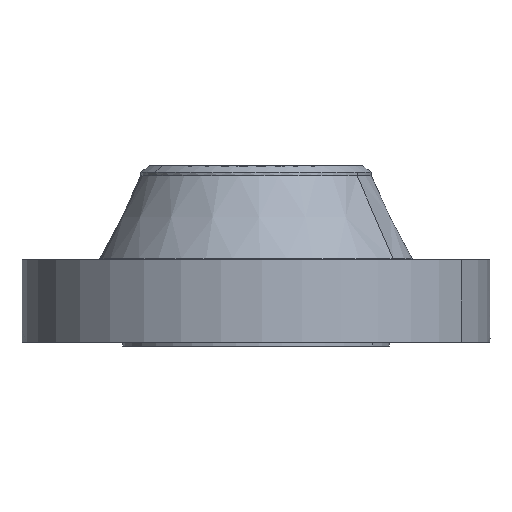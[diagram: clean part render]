
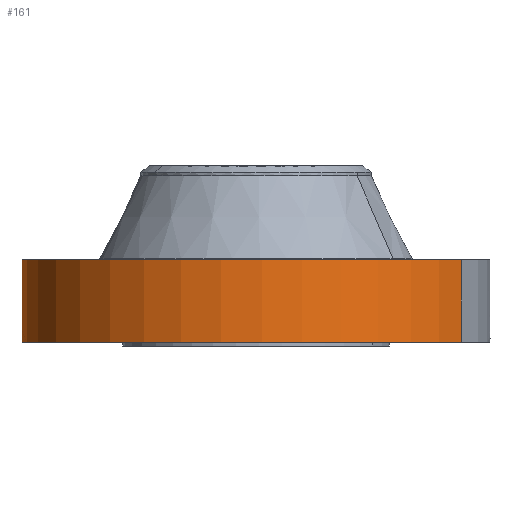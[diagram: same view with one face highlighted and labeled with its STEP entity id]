
A CAD part, left-side view. The second image highlights one B-rep face of the part: STEP entity #161.
In plain terms, the highlighted cylindrical face has radius 412.75 mm (diameter 825.5 mm), a partial arc.
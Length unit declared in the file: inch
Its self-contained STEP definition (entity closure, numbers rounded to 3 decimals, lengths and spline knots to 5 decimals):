
#38=AXIS2_PLACEMENT_3D('Cylinder Axis2P3D',#35,#36,#37) ;
#42=AXIS2_PLACEMENT_3D('Circle Axis2P3D',#40,#41,$) ;
#58=AXIS2_PLACEMENT_3D('Circle Axis2P3D',#56,#57,$) ;
#35=CARTESIAN_POINT('Axis2P3D Location',(0.,0.,6.25)) ;
#40=CARTESIAN_POINT('Axis2P3D Location',(0.,0.,0.25)) ;
#44=CARTESIAN_POINT('Vertex',(-7.79067,-14.26072,0.25)) ;
#46=CARTESIAN_POINT('Vertex',(7.79067,14.26072,0.25)) ;
#49=CARTESIAN_POINT('Line Origine',(-7.79067,-14.26072,3.125)) ;
#53=CARTESIAN_POINT('Vertex',(-7.79067,-14.26072,6.)) ;
#56=CARTESIAN_POINT('Axis2P3D Location',(0.,0.,6.)) ;
#60=CARTESIAN_POINT('Vertex',(7.79067,14.26072,6.)) ;
#63=CARTESIAN_POINT('Line Origine',(7.79067,14.26072,3.125)) ;
#75=CARTESIAN_POINT('Control Point',(-0.00072,16.25,1.29412)) ;
#76=CARTESIAN_POINT('Control Point',(-0.0189,16.25,1.29408)) ;
#77=CARTESIAN_POINT('Control Point',(-0.03708,16.24997,1.29264)) ;
#78=CARTESIAN_POINT('Control Point',(-0.05504,16.24991,1.28981)) ;
#79=CARTESIAN_POINT('Vertex',(-0.00072,16.25,1.29412)) ;
#81=CARTESIAN_POINT('Vertex',(-0.05503,16.24991,1.28981)) ;
#85=CARTESIAN_POINT('Control Point',(-0.05503,16.24991,1.28981)) ;
#86=CARTESIAN_POINT('Control Point',(-0.09557,16.24977,1.28543)) ;
#87=CARTESIAN_POINT('Control Point',(-0.13547,16.24948,1.27368)) ;
#88=CARTESIAN_POINT('Control Point',(-0.17224,16.24909,1.25532)) ;
#89=CARTESIAN_POINT('Vertex',(-0.17224,16.24909,1.25532)) ;
#93=CARTESIAN_POINT('Control Point',(-0.03108,16.24997,0.53119)) ;
#94=CARTESIAN_POINT('Control Point',(-0.09631,16.24985,0.53945)) ;
#95=CARTESIAN_POINT('Control Point',(-0.15948,16.2494,0.5613)) ;
#96=CARTESIAN_POINT('Control Point',(-0.21667,16.24867,0.59609)) ;
#97=CARTESIAN_POINT('Control Point',(-0.29225,16.24744,0.66706)) ;
#98=CARTESIAN_POINT('Control Point',(-0.34085,16.24644,0.75589)) ;
#99=CARTESIAN_POINT('Control Point',(-0.35467,16.24613,0.79011)) ;
#100=CARTESIAN_POINT('Control Point',(-0.37524,16.24567,0.86508)) ;
#101=CARTESIAN_POINT('Control Point',(-0.37705,16.24562,0.94237)) ;
#102=CARTESIAN_POINT('Control Point',(-0.37269,16.24573,0.98294)) ;
#103=CARTESIAN_POINT('Control Point',(-0.35016,16.24625,1.07567)) ;
#104=CARTESIAN_POINT('Control Point',(-0.30048,16.24726,1.15721)) ;
#105=CARTESIAN_POINT('Control Point',(-0.26368,16.24794,1.19828)) ;
#106=CARTESIAN_POINT('Control Point',(-0.22015,16.24858,1.23141)) ;
#107=CARTESIAN_POINT('Control Point',(-0.17224,16.24909,1.25532)) ;
#108=CARTESIAN_POINT('Vertex',(-0.03108,16.24997,0.53119)) ;
#112=CARTESIAN_POINT('Control Point',(-0.03108,16.24997,0.53119)) ;
#113=CARTESIAN_POINT('Control Point',(-0.02072,16.24999,0.53088)) ;
#114=CARTESIAN_POINT('Control Point',(-0.01034,16.25,0.53094)) ;
#115=CARTESIAN_POINT('Control Point',(0.,16.25,0.53137)) ;
#116=CARTESIAN_POINT('Vertex',(0.,16.25,0.53137)) ;
#120=CARTESIAN_POINT('Control Point',(0.19257,16.24886,0.58751)) ;
#121=CARTESIAN_POINT('Control Point',(0.14898,16.24938,0.5621)) ;
#122=CARTESIAN_POINT('Control Point',(0.10111,16.24979,0.5438)) ;
#123=CARTESIAN_POINT('Control Point',(0.0508,16.25,0.53353)) ;
#124=CARTESIAN_POINT('Control Point',(0.,16.25,0.53137)) ;
#125=CARTESIAN_POINT('Vertex',(0.19257,16.24886,0.58751)) ;
#129=CARTESIAN_POINT('Control Point',(0.19257,16.24886,0.58751)) ;
#130=CARTESIAN_POINT('Control Point',(0.24936,16.24819,0.62062)) ;
#131=CARTESIAN_POINT('Control Point',(0.29935,16.24735,0.66506)) ;
#132=CARTESIAN_POINT('Control Point',(0.33939,16.24649,0.71923)) ;
#133=CARTESIAN_POINT('Control Point',(0.38347,16.24548,0.81748)) ;
#134=CARTESIAN_POINT('Control Point',(0.39192,16.24527,0.92276)) ;
#135=CARTESIAN_POINT('Control Point',(0.38976,16.24533,0.96295)) ;
#136=CARTESIAN_POINT('Control Point',(0.3702,16.2458,1.06595)) ;
#137=CARTESIAN_POINT('Control Point',(0.3167,16.24697,1.15671)) ;
#138=CARTESIAN_POINT('Control Point',(0.27217,16.24784,1.20434)) ;
#139=CARTESIAN_POINT('Control Point',(0.19127,16.24904,1.26047)) ;
#140=CARTESIAN_POINT('Control Point',(0.09918,16.24975,1.28781)) ;
#141=CARTESIAN_POINT('Control Point',(0.0662,16.24992,1.29367)) ;
#142=CARTESIAN_POINT('Control Point',(0.03295,16.25,1.29577)) ;
#143=CARTESIAN_POINT('Control Point',(-0.00003,16.25,1.29415)) ;
#144=CARTESIAN_POINT('Vertex',(-0.00003,16.25,1.29415)) ;
#148=CARTESIAN_POINT('Control Point',(-0.00072,16.25,1.29412)) ;
#149=CARTESIAN_POINT('Control Point',(-0.00037,16.25,1.29414)) ;
#150=CARTESIAN_POINT('Control Point',(-0.00003,16.25,1.29415)) ;
#36=DIRECTION('Axis2P3D Direction',(0.,0.,-0.039)) ;
#37=DIRECTION('Axis2P3D XDirection',(0.019,0.035,0.)) ;
#41=DIRECTION('Axis2P3D Direction',(0.,0.,-0.039)) ;
#50=DIRECTION('Vector Direction',(0.,0.,-0.039)) ;
#57=DIRECTION('Axis2P3D Direction',(0.,0.,-0.039)) ;
#64=DIRECTION('Vector Direction',(0.,0.,-0.039)) ;
#51=VECTOR('Line Direction',#50,0.03937) ;
#65=VECTOR('Line Direction',#64,0.03937) ;
#69=ORIENTED_EDGE('',*,*,#48,.F.) ;
#70=ORIENTED_EDGE('',*,*,#55,.T.) ;
#71=ORIENTED_EDGE('',*,*,#62,.T.) ;
#72=ORIENTED_EDGE('',*,*,#67,.F.) ;
#153=ORIENTED_EDGE('',*,*,#83,.T.) ;
#154=ORIENTED_EDGE('',*,*,#91,.T.) ;
#155=ORIENTED_EDGE('',*,*,#110,.F.) ;
#156=ORIENTED_EDGE('',*,*,#118,.T.) ;
#157=ORIENTED_EDGE('',*,*,#127,.F.) ;
#158=ORIENTED_EDGE('',*,*,#146,.T.) ;
#159=ORIENTED_EDGE('',*,*,#151,.F.) ;
#160=FACE_BOUND('',#152,.T.) ;
#161=ADVANCED_FACE('PartBody',(#73,#160),#39,.T.) ;
#74=B_SPLINE_CURVE_WITH_KNOTS('',3,(#75,#76,#77,#78),.UNSPECIFIED.,.F.,.U.,(4,4),(34.61667,36.63388),.UNSPECIFIED.) ;
#84=B_SPLINE_CURVE_WITH_KNOTS('',3,(#85,#86,#87,#88),.UNSPECIFIED.,.F.,.U.,(4,4),(0.,4.58129),.UNSPECIFIED.) ;
#92=B_SPLINE_CURVE_WITH_KNOTS('',5,(#93,#94,#95,#96,#97,#98,#99,#100,#101,#102,#103,#104,#105,#106,#107),.UNSPECIFIED.,.F.,.U.,(6,3,3,3,6),(0.,11.42577,17.9928,25.34324,35.2909),.UNSPECIFIED.) ;
#111=B_SPLINE_CURVE_WITH_KNOTS('',3,(#112,#113,#114,#115),.UNSPECIFIED.,.F.,.U.,(4,4),(0.,1.08123),.UNSPECIFIED.) ;
#119=B_SPLINE_CURVE_WITH_KNOTS('',4,(#120,#121,#122,#123,#124),.UNSPECIFIED.,.F.,.U.,(5,5),(0.,7.07912),.UNSPECIFIED.) ;
#128=B_SPLINE_CURVE_WITH_KNOTS('',5,(#129,#130,#131,#132,#133,#134,#135,#136,#137,#138,#139,#140,#141,#142,#143),.UNSPECIFIED.,.F.,.U.,(6,3,3,3,6),(0.,11.52963,18.61735,30.1095,36.2732),.UNSPECIFIED.) ;
#147=B_SPLINE_CURVE_WITH_KNOTS('',2,(#148,#149,#150),.UNSPECIFIED.,.F.,.U.,(3,3),(1.01988,1.04567),.UNSPECIFIED.) ;
#43=CIRCLE('generated circle',#42,16.25) ;
#59=CIRCLE('generated circle',#58,16.25) ;
#39=CYLINDRICAL_SURFACE('generated cylinder',#38,16.25) ;
#48=EDGE_CURVE('',#45,#47,#43,.T.) ;
#55=EDGE_CURVE('',#45,#54,#52,.F.) ;
#62=EDGE_CURVE('',#54,#61,#59,.T.) ;
#67=EDGE_CURVE('',#47,#61,#66,.F.) ;
#83=EDGE_CURVE('',#80,#82,#74,.T.) ;
#91=EDGE_CURVE('',#82,#90,#84,.T.) ;
#110=EDGE_CURVE('',#109,#90,#92,.T.) ;
#118=EDGE_CURVE('',#109,#117,#111,.T.) ;
#127=EDGE_CURVE('',#126,#117,#119,.T.) ;
#146=EDGE_CURVE('',#126,#145,#128,.T.) ;
#151=EDGE_CURVE('',#80,#145,#147,.T.) ;
#68=EDGE_LOOP('',(#69,#70,#71,#72)) ;
#152=EDGE_LOOP('',(#153,#154,#155,#156,#157,#158,#159)) ;
#73=FACE_OUTER_BOUND('',#68,.T.) ;
#52=LINE('Line',#49,#51) ;
#66=LINE('Line',#63,#65) ;
#45=VERTEX_POINT('',#44) ;
#47=VERTEX_POINT('',#46) ;
#54=VERTEX_POINT('',#53) ;
#61=VERTEX_POINT('',#60) ;
#80=VERTEX_POINT('',#79) ;
#82=VERTEX_POINT('',#81) ;
#90=VERTEX_POINT('',#89) ;
#109=VERTEX_POINT('',#108) ;
#117=VERTEX_POINT('',#116) ;
#126=VERTEX_POINT('',#125) ;
#145=VERTEX_POINT('',#144) ;
